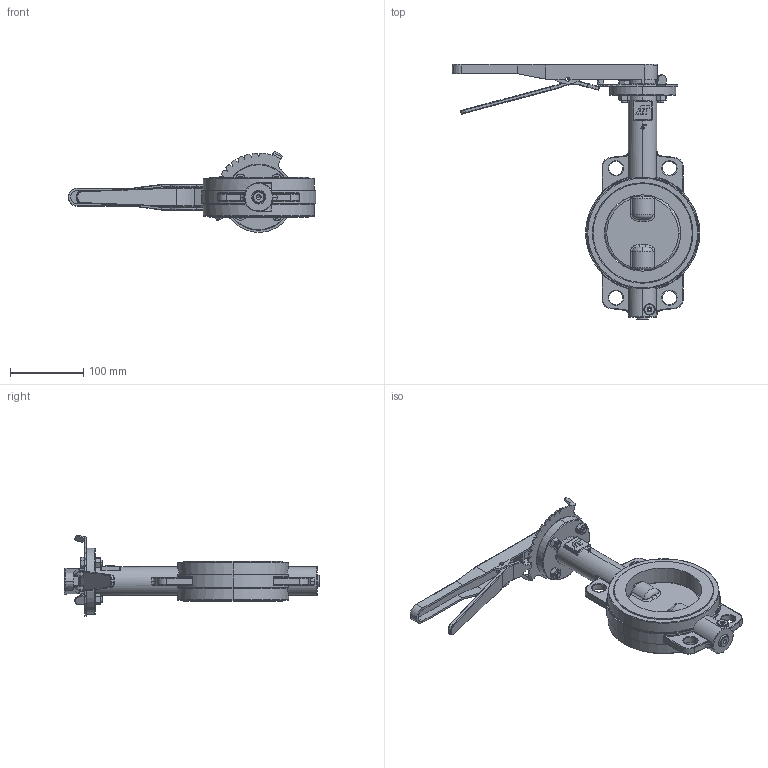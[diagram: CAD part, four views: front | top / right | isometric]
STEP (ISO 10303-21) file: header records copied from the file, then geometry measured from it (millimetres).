
FILE_DESCRIPTION (( 'STEP AP214' ), '1' );
FILE_NAME ('OS-W1-0400-XXX-HXX.step', '2019-08-12T18:31:21', ( '' ), ( '' ), 'SwSTEP 2.0', 'SolidWorks 2019', '' );
FILE_SCHEMA (( 'AUTOMOTIVE_DESIGN' ));
Length unit declared in the file: inch
Products named in the file (44): OS-W1-0400-XXX_CLOSED; hex nut style 1_am; 25175; spring pin slotted_ai; XX-XX-0400 HANDLE FOR SQUARE STEM; hex cap screw_am; hex cap screw_am_B18.2.3.1M - Hex cap screw, M8 x 1.25 x 25 --25N; 25166; 25135; 25176; 25177; OS-W1-0400-XXX-HXX; spring pin slotted_ai_SPS 0.0625x1; 25163; 25179; hex nut style 1_am_B18.2.4.1M - Hex nut, Style 1,  M8 x 1.25 --D-N; basic internal retaining ring_ai_B27.1 - NA2-106; 25174; 25178; 25164; 25180; 25110; basic internal retaining ring_ai; spring pin slotted_ai_SPS 0.1875x1.5
Assembly tree (26 placements, depth 3):
  hex nut style 1_am
  spring pin slotted_ai
  hex cap screw_am
  25166
  hex cap screw_am
Bounding box: 337.06 x 347.38 x 110.01 mm (x, y, z)
Volume: 1026842.2 mm3; surface area: 283566.8 mm2
Topology: 24 solids, 24 shells, 1332 faces, 3253 edges, 1992 vertices
Faces by surface type: plane 470, cylinder 367, bspline 192, cone 145, torus 138, sphere 20
Entity records: 46642 total; most frequent: CARTESIAN_POINT 18890, ORIENTED_EDGE 5714, DIRECTION 5306, EDGE_CURVE 2857, AXIS2_PLACEMENT_3D 2012, VERTEX_POINT 1776, VECTOR 1282, LINE 1282
